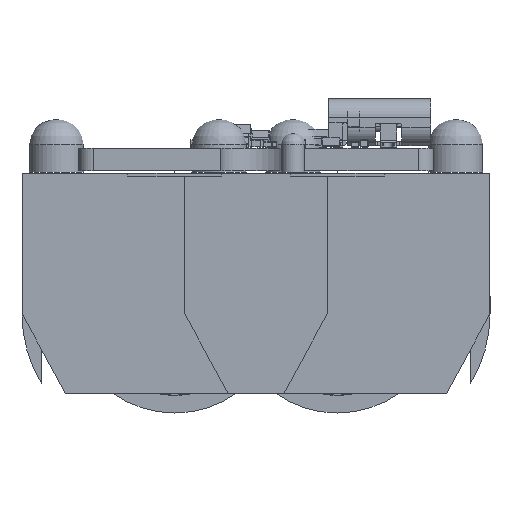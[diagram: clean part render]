
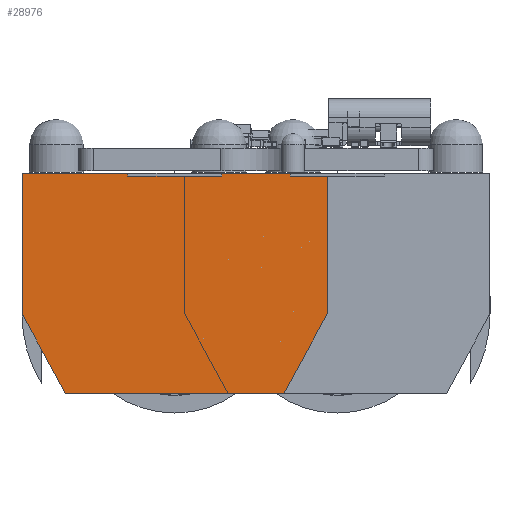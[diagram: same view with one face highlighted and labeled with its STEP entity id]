
A CAD part, left-side view. The second image highlights one B-rep face of the part: STEP entity #28976.
In plain terms, the highlighted planar face has unit normal (-1, 0, 0).
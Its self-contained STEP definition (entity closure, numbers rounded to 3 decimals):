
#28579 = VERTEX_POINT('',#28580);
#28580 = CARTESIAN_POINT('',(-38.525,10.325,9.6));
#28586 = EDGE_CURVE('',#28579,#28587,#28589,.T.);
#28587 = VERTEX_POINT('',#28588);
#28588 = CARTESIAN_POINT('',(-38.525,10.322,9.6));
#28589 = LINE('',#28590,#28591);
#28590 = CARTESIAN_POINT('',(-38.525,10.325,9.6));
#28591 = VECTOR('',#28592,1.);
#28592 = DIRECTION('',(0.,-1.,0.));
#28630 = VERTEX_POINT('',#28631);
#28631 = CARTESIAN_POINT('',(-38.525,10.325,0.1));
#28653 = EDGE_CURVE('',#28630,#28579,#28654,.T.);
#28654 = LINE('',#28655,#28656);
#28655 = CARTESIAN_POINT('',(-38.525,10.325,0.1));
#28656 = VECTOR('',#28657,1.);
#28657 = DIRECTION('',(0.,0.,1.));
#28976 = ADVANCED_FACE('',(#28977),#29059,.T.);
#28977 = FACE_BOUND('',#28978,.T.);
#28978 = EDGE_LOOP('',(#28979,#28980,#28988,#28996,#29004,#29012,#29020,
    #29028,#29036,#29044,#29052,#29058));
#28979 = ORIENTED_EDGE('',*,*,#28653,.F.);
#28980 = ORIENTED_EDGE('',*,*,#28981,.T.);
#28981 = EDGE_CURVE('',#28630,#28982,#28984,.T.);
#28982 = VERTEX_POINT('',#28983);
#28983 = CARTESIAN_POINT('',(-38.525,3.175,0.1));
#28984 = LINE('',#28985,#28986);
#28985 = CARTESIAN_POINT('',(-38.525,10.325,0.1));
#28986 = VECTOR('',#28987,1.);
#28987 = DIRECTION('',(0.,-1.,0.));
#28988 = ORIENTED_EDGE('',*,*,#28989,.T.);
#28989 = EDGE_CURVE('',#28982,#28990,#28992,.T.);
#28990 = VERTEX_POINT('',#28991);
#28991 = CARTESIAN_POINT('',(-38.525,3.175,0.3));
#28992 = LINE('',#28993,#28994);
#28993 = CARTESIAN_POINT('',(-38.525,3.175,0.1));
#28994 = VECTOR('',#28995,1.);
#28995 = DIRECTION('',(0.,0.,1.));
#28996 = ORIENTED_EDGE('',*,*,#28997,.F.);
#28997 = EDGE_CURVE('',#28998,#28990,#29000,.T.);
#28998 = VERTEX_POINT('',#28999);
#28999 = CARTESIAN_POINT('',(-38.525,-3.175,0.3));
#29000 = LINE('',#29001,#29002);
#29001 = CARTESIAN_POINT('',(-38.525,-3.175,0.3));
#29002 = VECTOR('',#29003,1.);
#29003 = DIRECTION('',(0.,1.,0.));
#29004 = ORIENTED_EDGE('',*,*,#29005,.F.);
#29005 = EDGE_CURVE('',#29006,#28998,#29008,.T.);
#29006 = VERTEX_POINT('',#29007);
#29007 = CARTESIAN_POINT('',(-38.525,-3.175,0.1));
#29008 = LINE('',#29009,#29010);
#29009 = CARTESIAN_POINT('',(-38.525,-3.175,0.1));
#29010 = VECTOR('',#29011,1.);
#29011 = DIRECTION('',(0.,0.,1.));
#29012 = ORIENTED_EDGE('',*,*,#29013,.T.);
#29013 = EDGE_CURVE('',#29006,#29014,#29016,.T.);
#29014 = VERTEX_POINT('',#29015);
#29015 = CARTESIAN_POINT('',(-38.525,-10.325,0.1));
#29016 = LINE('',#29017,#29018);
#29017 = CARTESIAN_POINT('',(-38.525,10.325,0.1));
#29018 = VECTOR('',#29019,1.);
#29019 = DIRECTION('',(0.,-1.,0.));
#29020 = ORIENTED_EDGE('',*,*,#29021,.T.);
#29021 = EDGE_CURVE('',#29014,#29022,#29024,.T.);
#29022 = VERTEX_POINT('',#29023);
#29023 = CARTESIAN_POINT('',(-38.525,-10.325,9.6));
#29024 = LINE('',#29025,#29026);
#29025 = CARTESIAN_POINT('',(-38.525,-10.325,0.1));
#29026 = VECTOR('',#29027,1.);
#29027 = DIRECTION('',(0.,0.,1.));
#29028 = ORIENTED_EDGE('',*,*,#29029,.F.);
#29029 = EDGE_CURVE('',#29030,#29022,#29032,.T.);
#29030 = VERTEX_POINT('',#29031);
#29031 = CARTESIAN_POINT('',(-38.525,-10.322,9.6));
#29032 = LINE('',#29033,#29034);
#29033 = CARTESIAN_POINT('',(-38.525,10.325,9.6));
#29034 = VECTOR('',#29035,1.);
#29035 = DIRECTION('',(0.,-1.,0.));
#29036 = ORIENTED_EDGE('',*,*,#29037,.T.);
#29037 = EDGE_CURVE('',#29030,#29038,#29040,.T.);
#29038 = VERTEX_POINT('',#29039);
#29039 = CARTESIAN_POINT('',(-38.525,-7.385,14.95));
#29040 = LINE('',#29041,#29042);
#29041 = CARTESIAN_POINT('',(-38.525,-6.664,16.264));
#29042 = VECTOR('',#29043,1.);
#29043 = DIRECTION('',(0.,0.481,0.877));
#29044 = ORIENTED_EDGE('',*,*,#29045,.T.);
#29045 = EDGE_CURVE('',#29038,#29046,#29048,.T.);
#29046 = VERTEX_POINT('',#29047);
#29047 = CARTESIAN_POINT('',(-38.525,7.385,14.95));
#29048 = LINE('',#29049,#29050);
#29049 = CARTESIAN_POINT('',(-38.525,0.,14.95));
#29050 = VECTOR('',#29051,1.);
#29051 = DIRECTION('',(0.,1.,0.));
#29052 = ORIENTED_EDGE('',*,*,#29053,.T.);
#29053 = EDGE_CURVE('',#29046,#28587,#29054,.T.);
#29054 = LINE('',#29055,#29056);
#29055 = CARTESIAN_POINT('',(-38.525,9.054,11.909));
#29056 = VECTOR('',#29057,1.);
#29057 = DIRECTION('',(0.,0.481,-0.877));
#29058 = ORIENTED_EDGE('',*,*,#28586,.F.);
#29059 = PLANE('',#29060);
#29060 = AXIS2_PLACEMENT_3D('',#29061,#29062,#29063);
#29061 = CARTESIAN_POINT('',(-38.525,0.,8.36));
#29062 = DIRECTION('',(-1.,0.,0.));
#29063 = DIRECTION('',(0.,0.,-1.));
